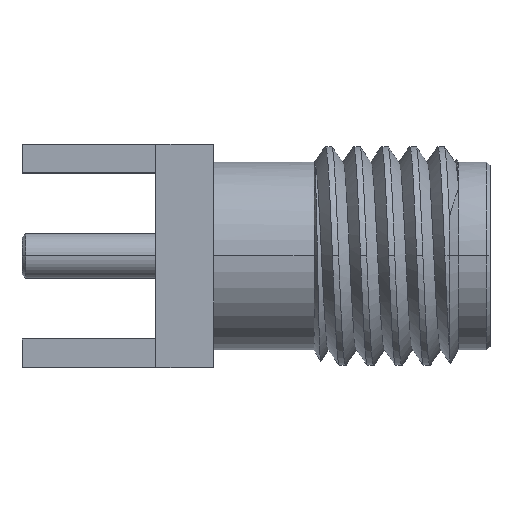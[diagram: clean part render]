
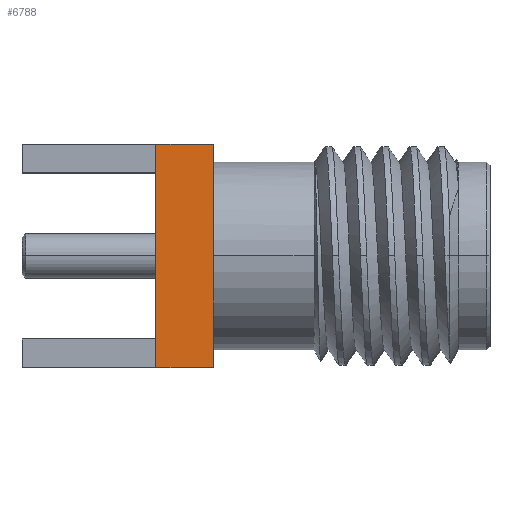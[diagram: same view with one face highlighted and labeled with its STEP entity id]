
A CAD part, top view. The second image highlights one B-rep face of the part: STEP entity #6788.
In plain terms, the highlighted planar face has unit normal (0, 0, 1).
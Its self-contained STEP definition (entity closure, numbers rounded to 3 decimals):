
#686 = PLANE('',#687);
#687 = AXIS2_PLACEMENT_3D('',#688,#689,#690);
#688 = CARTESIAN_POINT('',(3.795,3.175,3.65)
  );
#689 = DIRECTION('',(1.,0.,0.));
#690 = DIRECTION('',(0.,1.,0.));
#5476 = PLANE('',#5477);
#5477 = AXIS2_PLACEMENT_3D('',#5478,#5479,#5480);
#5478 = CARTESIAN_POINT('',(2.145,3.175,3.65
    ));
#5479 = DIRECTION('',(1.,0.,0.));
#5480 = DIRECTION('',(0.,1.,0.));
#6024 = PLANE('',#6025);
#6025 = AXIS2_PLACEMENT_3D('',#6026,#6027,#6028);
#6026 = CARTESIAN_POINT('',(3.795,3.175,
    -2.7));
#6027 = DIRECTION('',(0.,-1.,0.));
#6028 = DIRECTION('',(0.,0.,-1.));
#6192 = PLANE('',#6193);
#6193 = AXIS2_PLACEMENT_3D('',#6194,#6195,#6196);
#6194 = CARTESIAN_POINT('',(3.795,-3.175,
    3.65));
#6195 = DIRECTION('',(0.,1.,0.));
#6196 = DIRECTION('',(0.,0.,1.));
#6289 = VERTEX_POINT('',#6290);
#6290 = CARTESIAN_POINT('',(2.145,-3.175,
    3.65));
#6311 = EDGE_CURVE('',#6312,#6289,#6314,.T.);
#6312 = VERTEX_POINT('',#6313);
#6313 = CARTESIAN_POINT('',(2.145,3.175,3.65
    ));
#6314 = SURFACE_CURVE('',#6315,(#6319,#6326),.PCURVE_S1.);
#6315 = LINE('',#6316,#6317);
#6316 = CARTESIAN_POINT('',(2.145,3.175,3.65
    ));
#6317 = VECTOR('',#6318,1.);
#6318 = DIRECTION('',(0.,-1.,0.));
#6319 = PCURVE('',#5476,#6320);
#6320 = DEFINITIONAL_REPRESENTATION('',(#6321),#6325);
#6321 = LINE('',#6322,#6323);
#6322 = CARTESIAN_POINT('',(0.,0.));
#6323 = VECTOR('',#6324,1.);
#6324 = DIRECTION('',(-1.,0.));
#6325 = ( GEOMETRIC_REPRESENTATION_CONTEXT(2) 
PARAMETRIC_REPRESENTATION_CONTEXT() REPRESENTATION_CONTEXT('2D SPACE',''
  ) );
#6326 = PCURVE('',#6327,#6332);
#6327 = PLANE('',#6328);
#6328 = AXIS2_PLACEMENT_3D('',#6329,#6330,#6331);
#6329 = CARTESIAN_POINT('',(3.795,3.175,3.65
    ));
#6330 = DIRECTION('',(0.,0.,-1.));
#6331 = DIRECTION('',(0.,1.,0.));
#6332 = DEFINITIONAL_REPRESENTATION('',(#6333),#6337);
#6333 = LINE('',#6334,#6335);
#6334 = CARTESIAN_POINT('',(0.,-1.65));
#6335 = VECTOR('',#6336,1.);
#6336 = DIRECTION('',(-1.,0.));
#6337 = ( GEOMETRIC_REPRESENTATION_CONTEXT(2) 
PARAMETRIC_REPRESENTATION_CONTEXT() REPRESENTATION_CONTEXT('2D SPACE',''
  ) );
#6473 = VERTEX_POINT('',#6474);
#6474 = CARTESIAN_POINT('',(3.795,3.175,3.65
    ));
#6495 = EDGE_CURVE('',#6473,#6496,#6498,.T.);
#6496 = VERTEX_POINT('',#6497);
#6497 = CARTESIAN_POINT('',(3.795,-3.175,
    3.65));
#6498 = SURFACE_CURVE('',#6499,(#6503,#6510),.PCURVE_S1.);
#6499 = LINE('',#6500,#6501);
#6500 = CARTESIAN_POINT('',(3.795,3.175,3.65
    ));
#6501 = VECTOR('',#6502,1.);
#6502 = DIRECTION('',(0.,-1.,0.));
#6503 = PCURVE('',#686,#6504);
#6504 = DEFINITIONAL_REPRESENTATION('',(#6505),#6509);
#6505 = LINE('',#6506,#6507);
#6506 = CARTESIAN_POINT('',(0.,0.));
#6507 = VECTOR('',#6508,1.);
#6508 = DIRECTION('',(-1.,0.));
#6509 = ( GEOMETRIC_REPRESENTATION_CONTEXT(2) 
PARAMETRIC_REPRESENTATION_CONTEXT() REPRESENTATION_CONTEXT('2D SPACE',''
  ) );
#6510 = PCURVE('',#6327,#6511);
#6511 = DEFINITIONAL_REPRESENTATION('',(#6512),#6516);
#6512 = LINE('',#6513,#6514);
#6513 = CARTESIAN_POINT('',(0.,0.));
#6514 = VECTOR('',#6515,1.);
#6515 = DIRECTION('',(-1.,0.));
#6516 = ( GEOMETRIC_REPRESENTATION_CONTEXT(2) 
PARAMETRIC_REPRESENTATION_CONTEXT() REPRESENTATION_CONTEXT('2D SPACE',''
  ) );
#6666 = EDGE_CURVE('',#6473,#6312,#6667,.T.);
#6667 = SURFACE_CURVE('',#6668,(#6672,#6679),.PCURVE_S1.);
#6668 = LINE('',#6669,#6670);
#6669 = CARTESIAN_POINT('',(3.795,3.175,3.65
    ));
#6670 = VECTOR('',#6671,1.);
#6671 = DIRECTION('',(-1.,0.,0.));
#6672 = PCURVE('',#6024,#6673);
#6673 = DEFINITIONAL_REPRESENTATION('',(#6674),#6678);
#6674 = LINE('',#6675,#6676);
#6675 = CARTESIAN_POINT('',(-6.35,0.));
#6676 = VECTOR('',#6677,1.);
#6677 = DIRECTION('',(0.,-1.));
#6678 = ( GEOMETRIC_REPRESENTATION_CONTEXT(2) 
PARAMETRIC_REPRESENTATION_CONTEXT() REPRESENTATION_CONTEXT('2D SPACE',''
  ) );
#6679 = PCURVE('',#6327,#6680);
#6680 = DEFINITIONAL_REPRESENTATION('',(#6681),#6685);
#6681 = LINE('',#6682,#6683);
#6682 = CARTESIAN_POINT('',(0.,0.));
#6683 = VECTOR('',#6684,1.);
#6684 = DIRECTION('',(0.,-1.));
#6685 = ( GEOMETRIC_REPRESENTATION_CONTEXT(2) 
PARAMETRIC_REPRESENTATION_CONTEXT() REPRESENTATION_CONTEXT('2D SPACE',''
  ) );
#6788 = ADVANCED_FACE('',(#6789),#6327,.F.);
#6789 = FACE_BOUND('',#6790,.T.);
#6790 = EDGE_LOOP('',(#6791,#6792,#6813,#6814));
#6791 = ORIENTED_EDGE('',*,*,#6311,.T.);
#6792 = ORIENTED_EDGE('',*,*,#6793,.F.);
#6793 = EDGE_CURVE('',#6496,#6289,#6794,.T.);
#6794 = SURFACE_CURVE('',#6795,(#6799,#6806),.PCURVE_S1.);
#6795 = LINE('',#6796,#6797);
#6796 = CARTESIAN_POINT('',(3.795,-3.175,
    3.65));
#6797 = VECTOR('',#6798,1.);
#6798 = DIRECTION('',(-1.,0.,0.));
#6799 = PCURVE('',#6327,#6800);
#6800 = DEFINITIONAL_REPRESENTATION('',(#6801),#6805);
#6801 = LINE('',#6802,#6803);
#6802 = CARTESIAN_POINT('',(-6.35,0.));
#6803 = VECTOR('',#6804,1.);
#6804 = DIRECTION('',(0.,-1.));
#6805 = ( GEOMETRIC_REPRESENTATION_CONTEXT(2) 
PARAMETRIC_REPRESENTATION_CONTEXT() REPRESENTATION_CONTEXT('2D SPACE',''
  ) );
#6806 = PCURVE('',#6192,#6807);
#6807 = DEFINITIONAL_REPRESENTATION('',(#6808),#6812);
#6808 = LINE('',#6809,#6810);
#6809 = CARTESIAN_POINT('',(0.,0.));
#6810 = VECTOR('',#6811,1.);
#6811 = DIRECTION('',(0.,-1.));
#6812 = ( GEOMETRIC_REPRESENTATION_CONTEXT(2) 
PARAMETRIC_REPRESENTATION_CONTEXT() REPRESENTATION_CONTEXT('2D SPACE',''
  ) );
#6813 = ORIENTED_EDGE('',*,*,#6495,.F.);
#6814 = ORIENTED_EDGE('',*,*,#6666,.T.);
